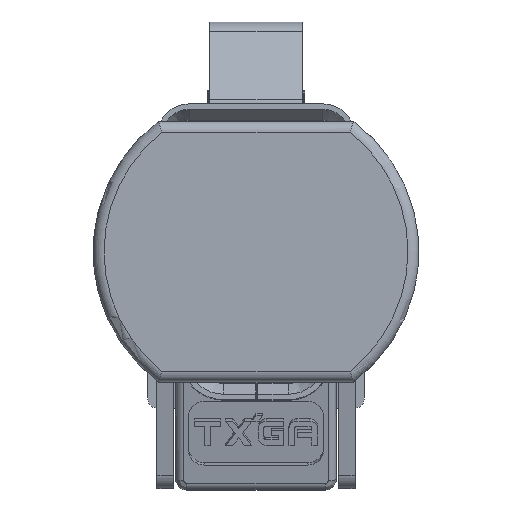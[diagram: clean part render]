
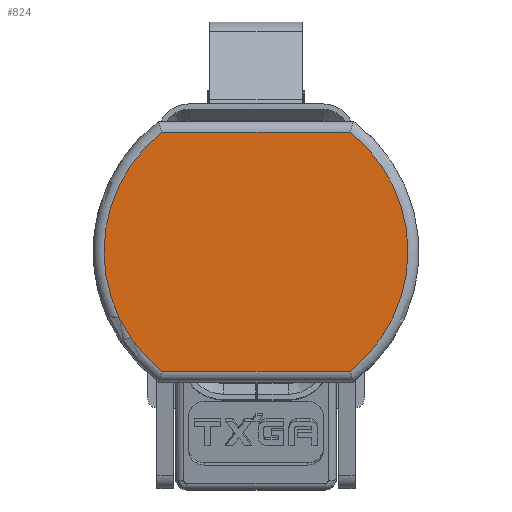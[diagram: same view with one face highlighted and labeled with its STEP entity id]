
A CAD part, top view. The second image highlights one B-rep face of the part: STEP entity #824.
In plain terms, the highlighted face is planar.
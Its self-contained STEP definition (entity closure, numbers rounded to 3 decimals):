
#140=CARTESIAN_POINT('',(0.,0.6,0.));
#141=DIRECTION('',(0.,-1.,0.));
#142=DIRECTION('',(0.786,0.,0.619));
#143=AXIS2_PLACEMENT_3D('',#140,#141,#142);
#145=CARTESIAN_POINT('',(0.,0.6,0.));
#146=DIRECTION('',(0.,-1.,0.));
#147=DIRECTION('',(0.001,0.,1.));
#148=AXIS2_PLACEMENT_3D('',#145,#146,#147);
#150=CARTESIAN_POINT('',(0.,0.6,0.));
#151=DIRECTION('',(0.,-1.,0.));
#152=DIRECTION('',(-0.786,0.,-0.619));
#153=AXIS2_PLACEMENT_3D('',#150,#151,#152);
#155=CARTESIAN_POINT('',(0.,0.6,0.));
#156=DIRECTION('',(0.,-1.,0.));
#157=DIRECTION('',(-0.001,0.,-1.));
#158=AXIS2_PLACEMENT_3D('',#155,#156,#157);
#160=DIRECTION('',(0.,0.,-1.));
#161=VECTOR('',#160,3.464);
#162=CARTESIAN_POINT('',(2.2,0.6,1.732));
#163=LINE('',#162,#161);
#305=DIRECTION('',(0.,0.,1.));
#306=VECTOR('',#305,3.464);
#307=CARTESIAN_POINT('',(-2.2,0.6,-1.732));
#308=LINE('',#307,#306);
#586=CARTESIAN_POINT('',(-0.004,0.6,-2.8));
#587=CARTESIAN_POINT('',(2.2,0.6,-1.732));
#588=VERTEX_POINT('',#586);
#589=VERTEX_POINT('',#587);
#590=CARTESIAN_POINT('',(-2.2,0.6,-1.732));
#591=VERTEX_POINT('',#590);
#592=CARTESIAN_POINT('',(2.2,0.6,1.732));
#593=VERTEX_POINT('',#592);
#594=CARTESIAN_POINT('',(0.004,0.6,2.8));
#595=CARTESIAN_POINT('',(-2.2,0.6,1.732));
#596=VERTEX_POINT('',#594);
#597=VERTEX_POINT('',#595);
#807=CARTESIAN_POINT('',(0.,0.6,0.));
#808=DIRECTION('',(0.,1.,0.));
#809=DIRECTION('',(1.,0.,0.));
#810=AXIS2_PLACEMENT_3D('',#807,#808,#809);
#811=PLANE('',#810);
#813=ORIENTED_EDGE('',*,*,#812,.F.);
#815=ORIENTED_EDGE('',*,*,#814,.T.);
#817=ORIENTED_EDGE('',*,*,#816,.T.);
#819=ORIENTED_EDGE('',*,*,#818,.F.);
#820=ORIENTED_EDGE('',*,*,#797,.T.);
#821=ORIENTED_EDGE('',*,*,#795,.T.);
#822=EDGE_LOOP('',(#813,#815,#817,#819,#820,#821));
#823=FACE_OUTER_BOUND('',#822,.F.);
#144=CIRCLE('',#143,2.8);
#149=CIRCLE('',#148,2.8);
#154=CIRCLE('',#153,2.8);
#159=CIRCLE('',#158,2.8);
#795=EDGE_CURVE('',#588,#589,#159,.T.);
#797=EDGE_CURVE('',#591,#588,#154,.T.);
#812=EDGE_CURVE('',#593,#589,#163,.T.);
#814=EDGE_CURVE('',#593,#596,#144,.T.);
#816=EDGE_CURVE('',#596,#597,#149,.T.);
#818=EDGE_CURVE('',#591,#597,#308,.T.);
#824=ADVANCED_FACE('',(#823),#811,.T.);
